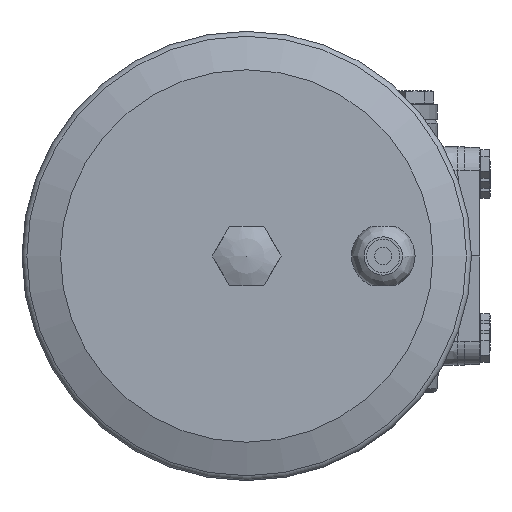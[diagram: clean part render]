
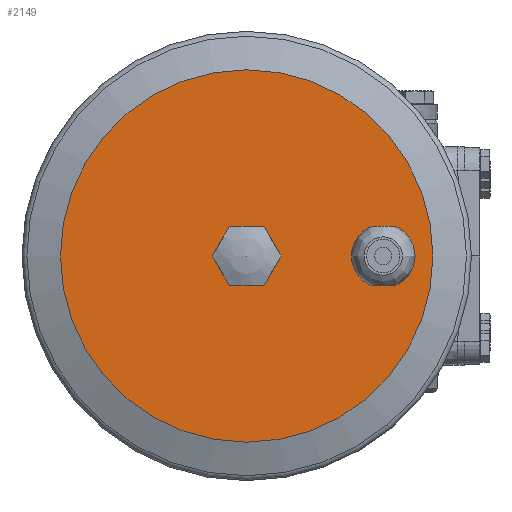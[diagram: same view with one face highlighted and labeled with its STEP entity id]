
A CAD part, left-side view. The second image highlights one B-rep face of the part: STEP entity #2149.
In plain terms, the highlighted planar face has unit normal (-1, 0, 0).
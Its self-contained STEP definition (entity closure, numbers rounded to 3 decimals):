
#2149 = ADVANCED_FACE( '', ( #4824, #4825, #4826 ), #4827, .T. );
#4824 = FACE_BOUND( '', #14648, .T. );
#4825 = FACE_OUTER_BOUND( '', #14649, .T. );
#4826 = FACE_BOUND( '', #14650, .T. );
#4827 = PLANE( '', #14651 );
#14648 = EDGE_LOOP( '', ( #22829, #22830, #22831, #22832 ) );
#14649 = EDGE_LOOP( '', ( #22833 ) );
#14650 = EDGE_LOOP( '', ( #22834, #22835, #22836, #22837, #22838, #22839 ) );
#14651 = AXIS2_PLACEMENT_3D( '', #22840, #22841, #22842 );
#22829 = ORIENTED_EDGE( '', *, *, #25720, .F. );
#22830 = ORIENTED_EDGE( '', *, *, #27058, .F. );
#22831 = ORIENTED_EDGE( '', *, *, #27347, .F. );
#22832 = ORIENTED_EDGE( '', *, *, #27000, .T. );
#22833 = ORIENTED_EDGE( '', *, *, #25798, .T. );
#22834 = ORIENTED_EDGE( '', *, *, #25979, .T. );
#22835 = ORIENTED_EDGE( '', *, *, #27348, .T. );
#22836 = ORIENTED_EDGE( '', *, *, #26270, .T. );
#22837 = ORIENTED_EDGE( '', *, *, #27249, .T. );
#22838 = ORIENTED_EDGE( '', *, *, #27117, .T. );
#22839 = ORIENTED_EDGE( '', *, *, #27349, .T. );
#22840 = CARTESIAN_POINT( '', ( -522.5, -53.2, 0. ) );
#22841 = DIRECTION( '', ( -1., 0., 0. ) );
#22842 = DIRECTION( '', ( 0., -1., 0. ) );
#25720 = EDGE_CURVE( '', #28846, #28847, #28848, .T. );
#25798 = EDGE_CURVE( '', #28975, #28975, #28976, .T. );
#25979 = EDGE_CURVE( '', #29268, #29272, #29274, .T. );
#26270 = EDGE_CURVE( '', #29719, #29723, #29725, .T. );
#27000 = EDGE_CURVE( '', #30757, #28847, #30758, .T. );
#27058 = EDGE_CURVE( '', #30832, #28846, #30834, .T. );
#27117 = EDGE_CURVE( '', #30903, #30907, #30909, .T. );
#27249 = EDGE_CURVE( '', #29723, #30903, #31074, .T. );
#27347 = EDGE_CURVE( '', #30757, #30832, #31197, .T. );
#27348 = EDGE_CURVE( '', #29272, #29719, #31198, .T. );
#27349 = EDGE_CURVE( '', #30907, #29268, #31199, .T. );
#28846 = VERTEX_POINT( '', #34047 );
#28847 = VERTEX_POINT( '', #34048 );
#28848 = CIRCLE( '', #34049, 12.8 );
#28975 = VERTEX_POINT( '', #34416 );
#28976 = CIRCLE( '', #34417, 75. );
#29268 = VERTEX_POINT( '', #34919 );
#29272 = VERTEX_POINT( '', #34924 );
#29274 = LINE( '', #34927, #34928 );
#29719 = VERTEX_POINT( '', #36417 );
#29723 = VERTEX_POINT( '', #36422 );
#29725 = LINE( '', #36425, #36426 );
#30757 = VERTEX_POINT( '', #39072 );
#30758 = LINE( '', #39073, #39074 );
#30832 = VERTEX_POINT( '', #39194 );
#30834 = LINE( '', #39197, #39198 );
#30903 = VERTEX_POINT( '', #39368 );
#30907 = VERTEX_POINT( '', #39373 );
#30909 = LINE( '', #39376, #39377 );
#31074 = LINE( '', #39691, #39692 );
#31197 = CIRCLE( '', #40146, 12.8 );
#31198 = LINE( '', #40147, #40148 );
#31199 = LINE( '', #40149, #40150 );
#34047 = CARTESIAN_POINT( '', ( -522.5, -28.746, 12. ) );
#34048 = CARTESIAN_POINT( '', ( -522.5, -28.746, -12. ) );
#34049 = AXIS2_PLACEMENT_3D( '', #42108, #42109, #42110 );
#34416 = CARTESIAN_POINT( '', ( -522.5, -53.2, 0. ) );
#34417 = AXIS2_PLACEMENT_3D( '', #42209, #42210, #42211 );
#34919 = CARTESIAN_POINT( '', ( -522.5, 28.728, -12. ) );
#34924 = CARTESIAN_POINT( '', ( -522.5, 35.656, 0. ) );
#34927 = CARTESIAN_POINT( '', ( -522.5, 28.728, -12. ) );
#34928 = VECTOR( '', #42399, 1000. );
#36417 = CARTESIAN_POINT( '', ( -522.5, 28.728, 12. ) );
#36422 = CARTESIAN_POINT( '', ( -522.5, 14.872, 12. ) );
#36425 = CARTESIAN_POINT( '', ( -522.5, 28.728, 12. ) );
#36426 = VECTOR( '', #42707, 1000. );
#39072 = CARTESIAN_POINT( '', ( -522.5, -37.654, -12. ) );
#39073 = CARTESIAN_POINT( '', ( -522.5, -37.654, -12. ) );
#39074 = VECTOR( '', #43460, 1000. );
#39194 = CARTESIAN_POINT( '', ( -522.5, -37.654, 12. ) );
#39197 = CARTESIAN_POINT( '', ( -522.5, -37.654, 12. ) );
#39198 = VECTOR( '', #43520, 1000. );
#39368 = CARTESIAN_POINT( '', ( -522.5, 7.944, 0. ) );
#39373 = CARTESIAN_POINT( '', ( -522.5, 14.872, -12. ) );
#39376 = CARTESIAN_POINT( '', ( -522.5, 7.944, 0. ) );
#39377 = VECTOR( '', #43570, 1000. );
#39691 = CARTESIAN_POINT( '', ( -522.5, 14.872, 12. ) );
#39692 = VECTOR( '', #43701, 1000. );
#40146 = AXIS2_PLACEMENT_3D( '', #43778, #43779, #43780 );
#40147 = CARTESIAN_POINT( '', ( -522.5, 35.656, 0. ) );
#40148 = VECTOR( '', #43781, 1000. );
#40149 = CARTESIAN_POINT( '', ( -522.5, 14.872, -12. ) );
#40150 = VECTOR( '', #43782, 1000. );
#42108 = CARTESIAN_POINT( '', ( -522.5, -33.2, 0. ) );
#42109 = DIRECTION( '', ( -1., 0., 0. ) );
#42110 = DIRECTION( '', ( 0., -1., 0. ) );
#42209 = CARTESIAN_POINT( '', ( -522.5, 21.8, 0. ) );
#42210 = DIRECTION( '', ( -1., 0., 0. ) );
#42211 = DIRECTION( '', ( 0., -1., 0. ) );
#42399 = DIRECTION( '', ( 0., 0.5, 0.866 ) );
#42707 = DIRECTION( '', ( 0., -1., 0. ) );
#43460 = DIRECTION( '', ( 0., 1., 0. ) );
#43520 = DIRECTION( '', ( 0., 1., 0. ) );
#43570 = DIRECTION( '', ( 0., 0.5, -0.866 ) );
#43701 = DIRECTION( '', ( 0., -0.5, -0.866 ) );
#43778 = CARTESIAN_POINT( '', ( -522.5, -33.2, 0. ) );
#43779 = DIRECTION( '', ( -1., 0., 0. ) );
#43780 = DIRECTION( '', ( 0., -1., 0. ) );
#43781 = DIRECTION( '', ( 0., -0.5, 0.866 ) );
#43782 = DIRECTION( '', ( 0., 1., 0. ) );
